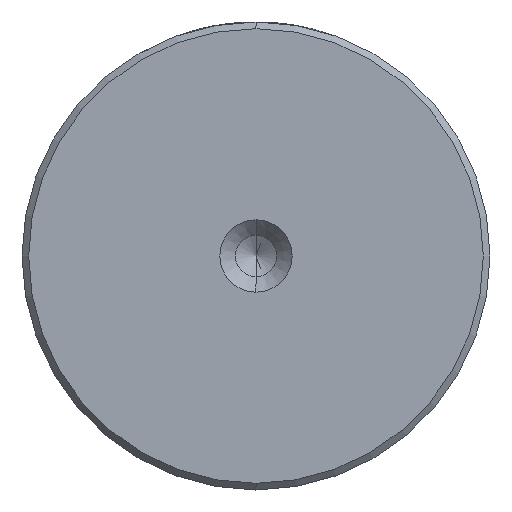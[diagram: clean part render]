
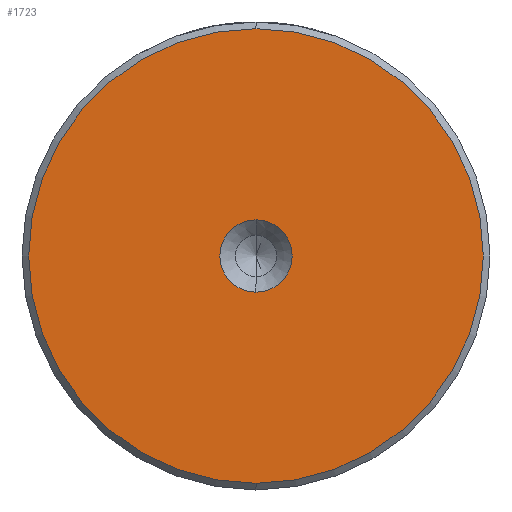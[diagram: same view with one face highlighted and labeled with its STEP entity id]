
A CAD part, left-side view. The second image highlights one B-rep face of the part: STEP entity #1723.
In plain terms, the highlighted planar face has unit normal (-1, 0, 0).
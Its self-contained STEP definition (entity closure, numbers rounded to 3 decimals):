
#7 = ORIENTED_EDGE ( 'NONE', *, *, #456, .F. ) ;
#138 = CIRCLE ( 'NONE', #748, 2.7 ) ;
#145 = CIRCLE ( 'NONE', #234, 17. ) ;
#212 = EDGE_LOOP ( 'NONE', ( #1189, #413 ) ) ;
#234 = AXIS2_PLACEMENT_3D ( 'NONE', #2389, #921, #2625 ) ;
#300 = CARTESIAN_POINT ( 'NONE',  ( 0., 0., 0. ) ) ;
#338 = EDGE_CURVE ( 'NONE', #2450, #736, #933, .T. ) ;
#345 = FACE_BOUND ( 'NONE', #2531, .T. ) ;
#413 = ORIENTED_EDGE ( 'NONE', *, *, #1157, .T. ) ;
#421 = DIRECTION ( 'NONE',  ( -1., 0., 0. ) ) ;
#456 = EDGE_CURVE ( 'NONE', #3013, #2516, #138, .T. ) ;
#494 = DIRECTION ( 'NONE',  ( -1., 0., 0. ) ) ;
#548 = DIRECTION ( 'NONE',  ( 0., 0., 1. ) ) ;
#554 = PLANE ( 'NONE',  #2890 ) ;
#717 = CIRCLE ( 'NONE', #2612, 2.7 ) ;
#736 = VERTEX_POINT ( 'NONE', #1232 ) ;
#748 = AXIS2_PLACEMENT_3D ( 'NONE', #1963, #494, #2209 ) ;
#921 = DIRECTION ( 'NONE',  ( -1., 0., 0. ) ) ;
#933 = CIRCLE ( 'NONE', #2928, 17. ) ;
#1157 = EDGE_CURVE ( 'NONE', #736, #2450, #145, .T. ) ;
#1189 = ORIENTED_EDGE ( 'NONE', *, *, #338, .T. ) ;
#1203 = CARTESIAN_POINT ( 'NONE',  ( 0., 0., -17. ) ) ;
#1232 = CARTESIAN_POINT ( 'NONE',  ( 0., 0., 17. ) ) ;
#1306 = CARTESIAN_POINT ( 'NONE',  ( 0., 0., 0. ) ) ;
#1551 = DIRECTION ( 'NONE',  ( 0., 0., 1. ) ) ;
#1723 = ADVANCED_FACE ( 'NONE', ( #2220, #345 ), #554, .T. ) ;
#1888 = CARTESIAN_POINT ( 'NONE',  ( 0., 0., 0. ) ) ;
#1963 = CARTESIAN_POINT ( 'NONE',  ( 0., 0., 0. ) ) ;
#2014 = DIRECTION ( 'NONE',  ( -1., 0., 0. ) ) ;
#2137 = DIRECTION ( 'NONE',  ( 0., 0., 1. ) ) ;
#2143 = EDGE_CURVE ( 'NONE', #2516, #3013, #717, .T. ) ;
#2209 = DIRECTION ( 'NONE',  ( 0., 0., 1. ) ) ;
#2220 = FACE_OUTER_BOUND ( 'NONE', #212, .T. ) ;
#2389 = CARTESIAN_POINT ( 'NONE',  ( 0., 0., 0. ) ) ;
#2450 = VERTEX_POINT ( 'NONE', #1203 ) ;
#2466 = CARTESIAN_POINT ( 'NONE',  ( 0., 0., 2.7 ) ) ;
#2516 = VERTEX_POINT ( 'NONE', #2466 ) ;
#2531 = EDGE_LOOP ( 'NONE', ( #3076, #7 ) ) ;
#2612 = AXIS2_PLACEMENT_3D ( 'NONE', #300, #2014, #548 ) ;
#2625 = DIRECTION ( 'NONE',  ( 0., 0., 1. ) ) ;
#2697 = CARTESIAN_POINT ( 'NONE',  ( 0., 0., -2.7 ) ) ;
#2890 = AXIS2_PLACEMENT_3D ( 'NONE', #1306, #2988, #1551 ) ;
#2928 = AXIS2_PLACEMENT_3D ( 'NONE', #1888, #421, #2137 ) ;
#2988 = DIRECTION ( 'NONE',  ( -1., 0., 0. ) ) ;
#3013 = VERTEX_POINT ( 'NONE', #2697 ) ;
#3076 = ORIENTED_EDGE ( 'NONE', *, *, #2143, .F. ) ;
